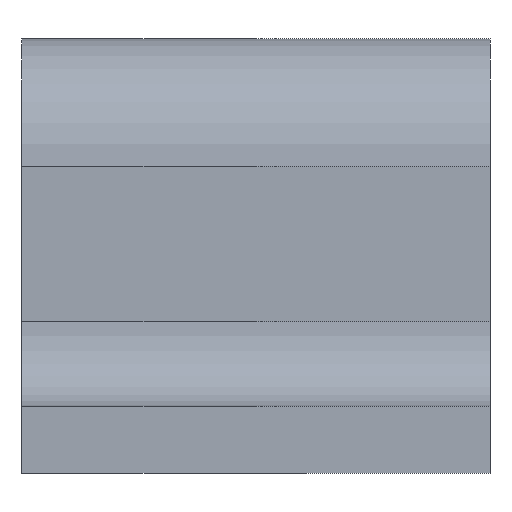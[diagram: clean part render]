
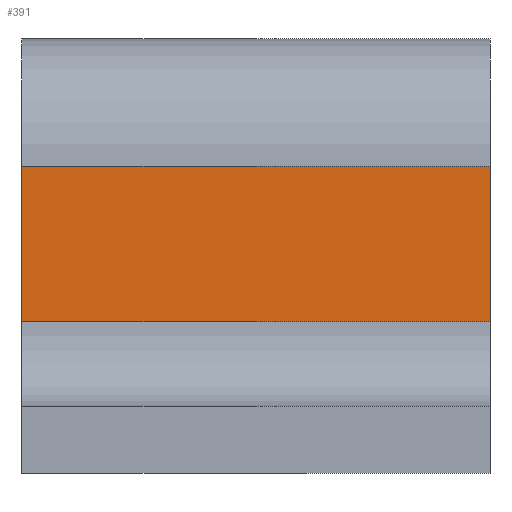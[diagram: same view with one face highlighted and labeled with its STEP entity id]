
A CAD part, front view. The second image highlights one B-rep face of the part: STEP entity #391.
In plain terms, the highlighted planar face has unit normal (0, -1, 0).
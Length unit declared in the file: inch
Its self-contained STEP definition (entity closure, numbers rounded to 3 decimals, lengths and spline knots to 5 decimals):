
#29=PLANE('',#421);
#47=FACE_OUTER_BOUND('',#71,.T.);
#71=EDGE_LOOP('',(#323,#324,#325,#326));
#111=LINE('',#626,#153);
#112=LINE('',#629,#154);
#113=LINE('',#631,#155);
#114=LINE('',#632,#156);
#153=VECTOR('',#511,0.3937);
#154=VECTOR('',#514,0.3937);
#155=VECTOR('',#515,0.3937);
#156=VECTOR('',#516,0.3937);
#201=VERTEX_POINT('',#622);
#202=VERTEX_POINT('',#624);
#203=VERTEX_POINT('',#628);
#204=VERTEX_POINT('',#630);
#251=EDGE_CURVE('',#201,#202,#111,.T.);
#252=EDGE_CURVE('',#201,#203,#112,.T.);
#253=EDGE_CURVE('',#204,#202,#113,.T.);
#254=EDGE_CURVE('',#203,#204,#114,.T.);
#323=ORIENTED_EDGE('',*,*,#252,.F.);
#324=ORIENTED_EDGE('',*,*,#251,.T.);
#325=ORIENTED_EDGE('',*,*,#253,.F.);
#326=ORIENTED_EDGE('',*,*,#254,.F.);
#391=ADVANCED_FACE('',(#47),#29,.T.);
#421=AXIS2_PLACEMENT_3D('',#627,#512,#513);
#511=DIRECTION('',(1.,0.,0.));
#512=DIRECTION('center_axis',(0.,-1.,0.));
#513=DIRECTION('ref_axis',(0.,0.,-1.));
#514=DIRECTION('',(0.,0.,1.));
#515=DIRECTION('',(0.,0.,-1.));
#516=DIRECTION('',(1.,0.,0.));
#622=CARTESIAN_POINT('',(0.47028,0.90945,0.17874));
#624=CARTESIAN_POINT('',(1.02146,0.90945,0.17874));
#626=CARTESIAN_POINT('',(0.47028,0.90945,0.17874));
#627=CARTESIAN_POINT('Origin',(0.47028,0.90945,0.36181));
#628=CARTESIAN_POINT('',(0.47028,0.90945,0.36181));
#629=CARTESIAN_POINT('',(0.47028,0.90945,0.17874));
#630=CARTESIAN_POINT('',(1.02146,0.90945,0.36181));
#631=CARTESIAN_POINT('',(1.02146,0.90945,0.17874));
#632=CARTESIAN_POINT('',(0.47028,0.90945,0.36181));
